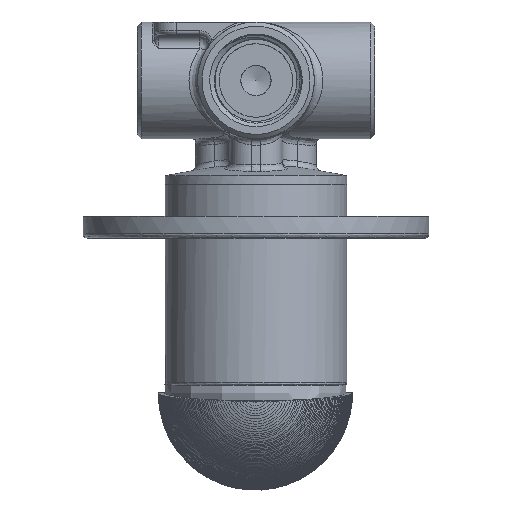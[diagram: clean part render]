
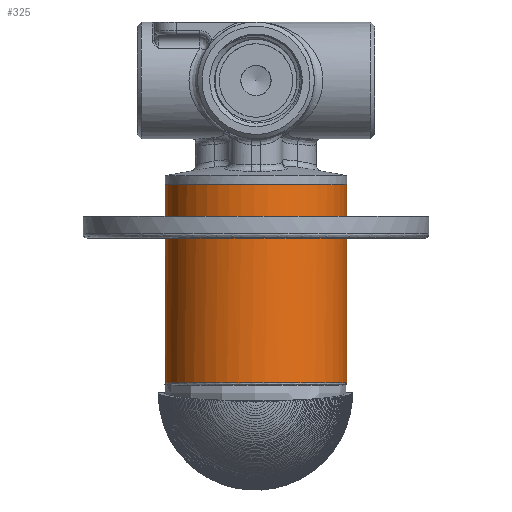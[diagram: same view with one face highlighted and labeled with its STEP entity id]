
A CAD part, top view. The second image highlights one B-rep face of the part: STEP entity #325.
In plain terms, the highlighted cylindrical face has radius 21 mm (diameter 42 mm), a full revolution.
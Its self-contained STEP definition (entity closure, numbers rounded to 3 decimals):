
#325=ADVANCED_FACE('',(#1241),#14796,.T.);
#1241=FACE_OUTER_BOUND('',#2166,.T.);
#2166=EDGE_LOOP('',(#3260,#3261,#3262,#3263));
#3260=ORIENTED_EDGE('',*,*,#7942,.T.);
#3261=ORIENTED_EDGE('',*,*,#7944,.T.);
#3262=ORIENTED_EDGE('',*,*,#7943,.T.);
#3263=ORIENTED_EDGE('',*,*,#7944,.F.);
#7942=EDGE_CURVE('',#12717,#12717,#11494,.T.);
#7943=EDGE_CURVE('',#12718,#12718,#11495,.T.);
#7944=EDGE_CURVE('',#12717,#12718,#10302,.T.);
#10302=B_SPLINE_CURVE_WITH_KNOTS('',1,(#19807,#19808),.UNSPECIFIED.,.F.,
 .F.,(2,2),(4.6,50.6),.UNSPECIFIED.);
#11494=(
BOUNDED_CURVE()
B_SPLINE_CURVE(2,(#19789,#19790,#19791,#19792,#19793,#19794,#19795,#19796,
#19797),.UNSPECIFIED.,.T.,.F.)
B_SPLINE_CURVE_WITH_KNOTS((3,2,2,2,3),(0.,32.987,65.973,
98.96,131.947),.UNSPECIFIED.)
CURVE()
GEOMETRIC_REPRESENTATION_ITEM()
RATIONAL_B_SPLINE_CURVE((1.,0.707,1.,0.707,1.,0.707,
1.,0.707,1.))
REPRESENTATION_ITEM('')
);
#11495=(
BOUNDED_CURVE()
B_SPLINE_CURVE(2,(#19798,#19799,#19800,#19801,#19802,#19803,#19804,#19805,
#19806),.UNSPECIFIED.,.T.,.F.)
B_SPLINE_CURVE_WITH_KNOTS((3,2,2,2,3),(0.,32.987,65.973,
98.96,131.947),.UNSPECIFIED.)
CURVE()
GEOMETRIC_REPRESENTATION_ITEM()
RATIONAL_B_SPLINE_CURVE((1.,0.707,1.,0.707,1.,0.707,
1.,0.707,1.))
REPRESENTATION_ITEM('')
);
#12717=VERTEX_POINT('',#19508);
#12718=VERTEX_POINT('',#19509);
#14796=CYLINDRICAL_SURFACE('',#15622,21.);
#15622=AXIS2_PLACEMENT_3D('',#17097,#16192,$);
#16192=DIRECTION('',(0.,-1.,0.));
#17097=CARTESIAN_POINT('',(0.,23.,0.));
#19508=CARTESIAN_POINT('',(0.,46.,-21.));
#19509=CARTESIAN_POINT('',(0.,0.,-21.));
#19789=CARTESIAN_POINT('',(0.,46.,-21.));
#19790=CARTESIAN_POINT('',(21.,46.,-21.));
#19791=CARTESIAN_POINT('',(21.,46.,0.));
#19792=CARTESIAN_POINT('',(21.,46.,21.));
#19793=CARTESIAN_POINT('',(0.,46.,21.));
#19794=CARTESIAN_POINT('',(-21.,46.,21.));
#19795=CARTESIAN_POINT('',(-21.,46.,0.));
#19796=CARTESIAN_POINT('',(-21.,46.,-21.));
#19797=CARTESIAN_POINT('',(0.,46.,-21.));
#19798=CARTESIAN_POINT('',(0.,0.,-21.));
#19799=CARTESIAN_POINT('',(-21.,0.,-21.));
#19800=CARTESIAN_POINT('',(-21.,0.,0.));
#19801=CARTESIAN_POINT('',(-21.,0.,21.));
#19802=CARTESIAN_POINT('',(0.,0.,21.));
#19803=CARTESIAN_POINT('',(21.,0.,21.));
#19804=CARTESIAN_POINT('',(21.,0.,0.));
#19805=CARTESIAN_POINT('',(21.,0.,-21.));
#19806=CARTESIAN_POINT('',(0.,0.,-21.));
#19807=CARTESIAN_POINT('',(0.,46.,-21.));
#19808=CARTESIAN_POINT('',(0.,0.,-21.));
